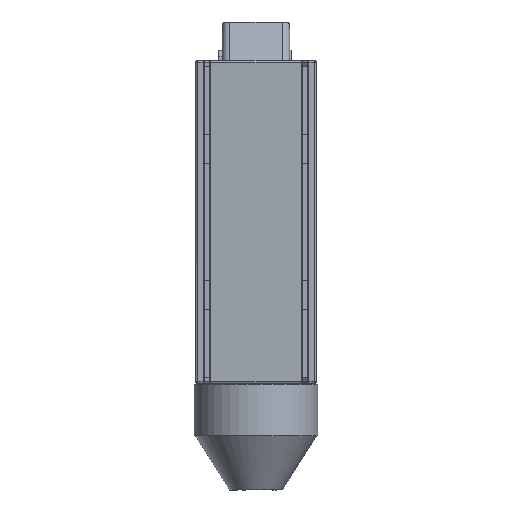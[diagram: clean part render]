
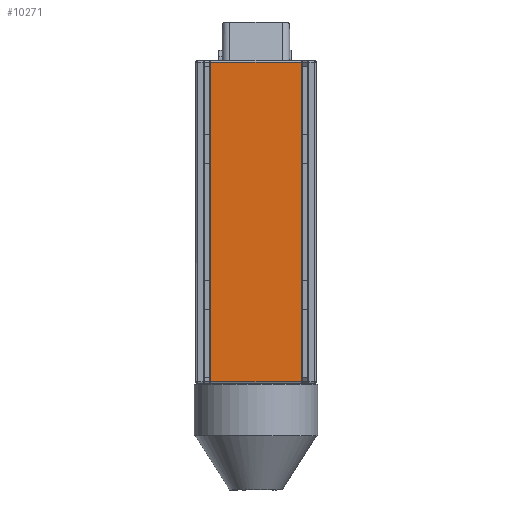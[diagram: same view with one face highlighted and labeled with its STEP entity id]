
A CAD part, front view. The second image highlights one B-rep face of the part: STEP entity #10271.
In plain terms, the highlighted free-form (B-spline) face has degree [1, 1] with [2, 2] control points.
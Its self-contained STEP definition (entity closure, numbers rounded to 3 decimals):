
#10271 = ADVANCED_FACE('',(#10272),#10302,.F.);
#10272 = FACE_BOUND('',#10273,.T.);
#10273 = EDGE_LOOP('',(#10274,#10283,#10290,#10297));
#10274 = ORIENTED_EDGE('',*,*,#10275,.T.);
#10275 = EDGE_CURVE('',#10276,#10278,#10280,.T.);
#10276 = VERTEX_POINT('',#10277);
#10277 = CARTESIAN_POINT('',(87.213,8.533,
    39.898));
#10278 = VERTEX_POINT('',#10279);
#10279 = CARTESIAN_POINT('',(73.05,8.533,
    39.898));
#10280 = B_SPLINE_CURVE_WITH_KNOTS('',1,(#10281,#10282),.UNSPECIFIED.,
  .F.,.F.,(2,2),(-15.75,-0.25),.PIECEWISE_BEZIER_KNOTS.);
#10281 = CARTESIAN_POINT('',(87.213,8.533,
    39.898));
#10282 = CARTESIAN_POINT('',(73.05,8.533,
    39.898));
#10283 = ORIENTED_EDGE('',*,*,#10284,.T.);
#10284 = EDGE_CURVE('',#10278,#10285,#10287,.T.);
#10285 = VERTEX_POINT('',#10286);
#10286 = CARTESIAN_POINT('',(73.05,8.533,
    -9.901));
#10287 = B_SPLINE_CURVE_WITH_KNOTS('',1,(#10288,#10289),.UNSPECIFIED.,
  .F.,.F.,(2,2),(-54.75,-0.25),.PIECEWISE_BEZIER_KNOTS.);
#10288 = CARTESIAN_POINT('',(73.05,8.533,
    39.898));
#10289 = CARTESIAN_POINT('',(73.05,8.533,
    -9.901));
#10290 = ORIENTED_EDGE('',*,*,#10291,.T.);
#10291 = EDGE_CURVE('',#10285,#10292,#10294,.T.);
#10292 = VERTEX_POINT('',#10293);
#10293 = CARTESIAN_POINT('',(87.213,8.533,
    -9.901));
#10294 = B_SPLINE_CURVE_WITH_KNOTS('',1,(#10295,#10296),.UNSPECIFIED.,
  .F.,.F.,(2,2),(0.75,16.25),.PIECEWISE_BEZIER_KNOTS.);
#10295 = CARTESIAN_POINT('',(73.05,8.533,
    -9.901));
#10296 = CARTESIAN_POINT('',(87.213,8.533,
    -9.901));
#10297 = ORIENTED_EDGE('',*,*,#10298,.T.);
#10298 = EDGE_CURVE('',#10292,#10276,#10299,.T.);
#10299 = B_SPLINE_CURVE_WITH_KNOTS('',1,(#10300,#10301),.UNSPECIFIED.,
  .F.,.F.,(2,2),(-54.75,-0.25),.PIECEWISE_BEZIER_KNOTS.);
#10300 = CARTESIAN_POINT('',(87.213,8.533,
    -9.901));
#10301 = CARTESIAN_POINT('',(87.213,8.533,
    39.898));
#10302 = B_SPLINE_SURFACE_WITH_KNOTS('',1,1,(
    (#10303,#10304)
    ,(#10305,#10306
    )),.UNSPECIFIED.,.F.,.F.,.F.,(2,2),(2,2),(-54.75,-0.25),(0.75,16.25)
  ,.PIECEWISE_BEZIER_KNOTS.);
#10303 = CARTESIAN_POINT('',(73.05,8.533,
    -9.901));
#10304 = CARTESIAN_POINT('',(87.213,8.533,
    -9.901));
#10305 = CARTESIAN_POINT('',(73.05,8.533,
    39.898));
#10306 = CARTESIAN_POINT('',(87.213,8.533,
    39.898));
